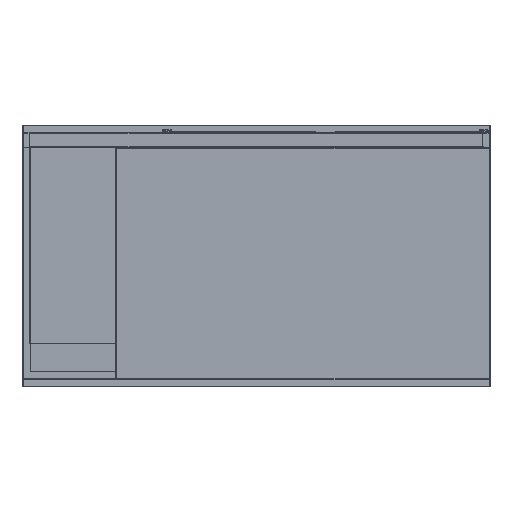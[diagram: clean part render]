
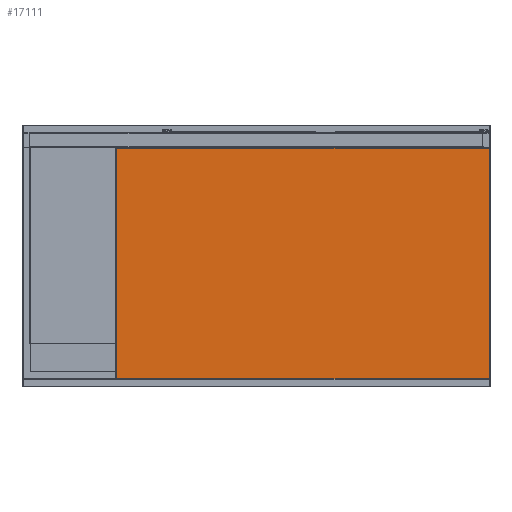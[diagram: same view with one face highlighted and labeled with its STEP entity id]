
A CAD part, front view. The second image highlights one B-rep face of the part: STEP entity #17111.
In plain terms, the highlighted planar face has unit normal (0, -1, 0).
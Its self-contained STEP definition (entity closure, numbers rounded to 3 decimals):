
#326 = EDGE_CURVE ( 'NONE', #20213, #17954, #32274, .T. ) ;
#615 = CARTESIAN_POINT ( 'NONE',  ( -498., -325., -658. ) ) ;
#1727 = ORIENTED_EDGE ( 'NONE', *, *, #326, .T. ) ;
#2146 = CARTESIAN_POINT ( 'NONE',  ( 498., -325., -658. ) ) ;
#2545 = VECTOR ( 'NONE', #31691, 1000. ) ;
#4944 = VERTEX_POINT ( 'NONE', #19390 ) ;
#5725 = DIRECTION ( 'NONE',  ( 1., 0., 0. ) ) ;
#6203 = LINE ( 'NONE', #18040, #18777 ) ;
#6827 = ORIENTED_EDGE ( 'NONE', *, *, #36851, .T. ) ;
#7907 = VECTOR ( 'NONE', #23788, 1000. ) ;
#8590 = ORIENTED_EDGE ( 'NONE', *, *, #26443, .T. ) ;
#8906 = PLANE ( 'NONE',  #22630 ) ;
#12098 = VERTEX_POINT ( 'NONE', #27060 ) ;
#16388 = CARTESIAN_POINT ( 'NONE',  ( -498., -325., -660. ) ) ;
#17111 = ADVANCED_FACE ( 'Fl�che8', ( #17255 ), #8906, .T. ) ;
#17160 = LINE ( 'NONE', #16388, #2545 ) ;
#17255 = FACE_OUTER_BOUND ( 'NONE', #18515, .T. ) ;
#17954 = VERTEX_POINT ( 'NONE', #2146 ) ;
#18040 = CARTESIAN_POINT ( 'NONE',  ( -500., -325., -42. ) ) ;
#18203 = CARTESIAN_POINT ( 'NONE',  ( 498., -325., -660. ) ) ;
#18515 = EDGE_LOOP ( 'NONE', ( #6827, #37419, #1727, #8590 ) ) ;
#18777 = VECTOR ( 'NONE', #29841, 1000. ) ;
#19390 = CARTESIAN_POINT ( 'NONE',  ( -498., -325., -42. ) ) ;
#20213 = VERTEX_POINT ( 'NONE', #615 ) ;
#20337 = DIRECTION ( 'NONE',  ( 0., 0., -1. ) ) ;
#22630 = AXIS2_PLACEMENT_3D ( 'NONE', #37599, #29049, #20337 ) ;
#23788 = DIRECTION ( 'NONE',  ( 0., 0., 1. ) ) ;
#26443 = EDGE_CURVE ( 'NONE', #17954, #12098, #29608, .T. ) ;
#27027 = VECTOR ( 'NONE', #5725, 1000. ) ;
#27060 = CARTESIAN_POINT ( 'NONE',  ( 498., -325., -42. ) ) ;
#28771 = CARTESIAN_POINT ( 'NONE',  ( -500., -325., -658. ) ) ;
#29049 = DIRECTION ( 'NONE',  ( 0., -1., 0. ) ) ;
#29608 = LINE ( 'NONE', #18203, #7907 ) ;
#29841 = DIRECTION ( 'NONE',  ( -1., 0., 0. ) ) ;
#31691 = DIRECTION ( 'NONE',  ( 0., 0., -1. ) ) ;
#32274 = LINE ( 'NONE', #28771, #27027 ) ;
#34802 = EDGE_CURVE ( 'NONE', #4944, #20213, #17160, .T. ) ;
#36851 = EDGE_CURVE ( 'NONE', #12098, #4944, #6203, .T. ) ;
#37419 = ORIENTED_EDGE ( 'NONE', *, *, #34802, .T. ) ;
#37599 = CARTESIAN_POINT ( 'NONE',  ( -500., -325., -660. ) ) ;
